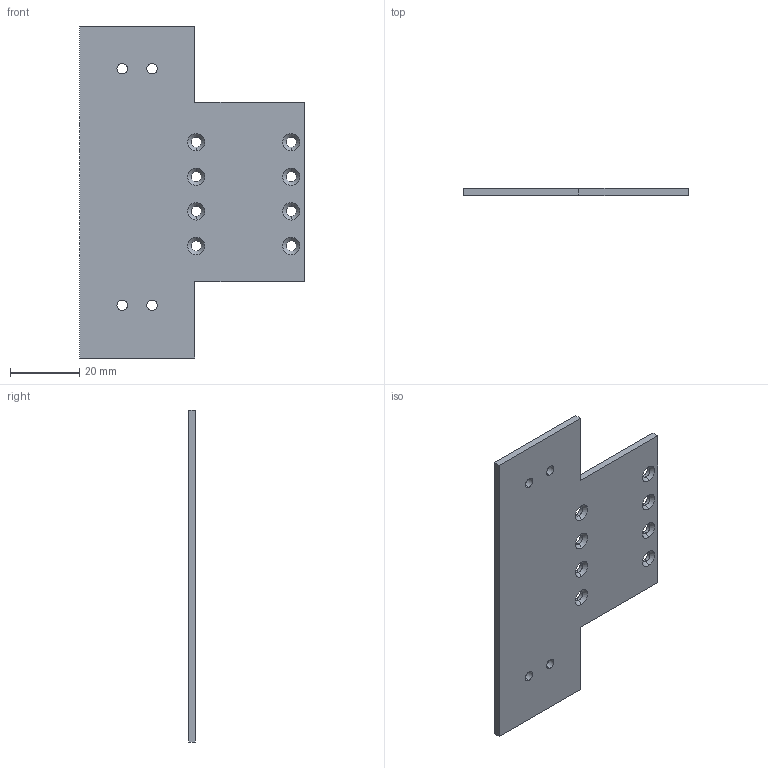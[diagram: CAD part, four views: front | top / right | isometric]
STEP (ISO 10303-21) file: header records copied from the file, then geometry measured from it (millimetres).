
FILE_DESCRIPTION (( 'STEP AP214' ), '1' );
FILE_NAME ('Subo_bot_button_plate.STEP', '2021-09-05T14:05:22', ( '' ), ( '' ), 'SwSTEP 2.0', 'SolidWorks 2017', '' );
FILE_SCHEMA (( 'AUTOMOTIVE_DESIGN' ));
Length unit declared in the file: millimetre
Products named in the file (1): Subo_bot_button_plate
Bounding box: 64.93 x 2 x 96 mm (x, y, z)
Volume: 9468.7 mm3; surface area: 10350.9 mm2
Topology: 1 solids, 1 shells, 50 faces, 128 edges, 80 vertices
Faces by surface type: cylinder 24, cone 16, plane 10
Entity records: 1621 total; most frequent: DIRECTION 294, CARTESIAN_POINT 259, ORIENTED_EDGE 256, EDGE_CURVE 128, AXIS2_PLACEMENT_3D 115, VERTEX_POINT 80, EDGE_LOOP 74, VECTOR 64
